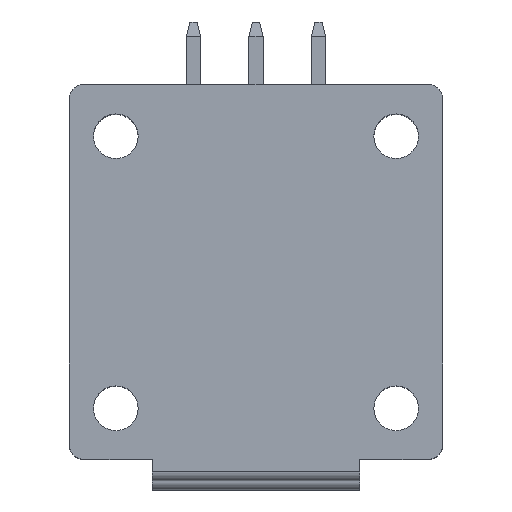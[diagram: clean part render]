
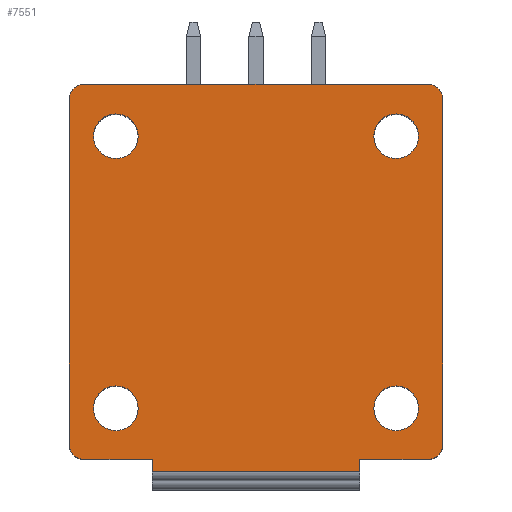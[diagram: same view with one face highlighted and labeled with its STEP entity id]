
A CAD part, top view. The second image highlights one B-rep face of the part: STEP entity #7551.
In plain terms, the highlighted planar face has unit normal (0, 0, 1).
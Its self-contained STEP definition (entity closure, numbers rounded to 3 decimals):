
#169=CARTESIAN_POINT('',(-13.8,-6.74,9.2));
#170=DIRECTION('',(0.,0.,-1.));
#171=DIRECTION('',(-1.,0.,0.));
#172=AXIS2_PLACEMENT_3D('',#169,#170,#171);
#174=CARTESIAN_POINT('',(-13.8,-6.74,9.2));
#175=DIRECTION('',(0.,0.,-1.));
#176=DIRECTION('',(1.,0.,0.));
#177=AXIS2_PLACEMENT_3D('',#174,#175,#176);
#179=CARTESIAN_POINT('',(-13.8,8.5,9.2));
#180=DIRECTION('',(0.,0.,-1.));
#181=DIRECTION('',(-1.,0.,0.));
#182=AXIS2_PLACEMENT_3D('',#179,#180,#181);
#184=CARTESIAN_POINT('',(-13.8,8.5,9.2));
#185=DIRECTION('',(0.,0.,-1.));
#186=DIRECTION('',(1.,0.,0.));
#187=AXIS2_PLACEMENT_3D('',#184,#185,#186);
#189=CARTESIAN_POINT('',(1.9,-6.74,9.2));
#190=DIRECTION('',(0.,0.,1.));
#191=DIRECTION('',(1.,0.,0.));
#192=AXIS2_PLACEMENT_3D('',#189,#190,#191);
#194=CARTESIAN_POINT('',(1.9,-6.74,9.2));
#195=DIRECTION('',(0.,0.,1.));
#196=DIRECTION('',(-1.,0.,0.));
#197=AXIS2_PLACEMENT_3D('',#194,#195,#196);
#199=CARTESIAN_POINT('',(1.9,8.5,9.2));
#200=DIRECTION('',(0.,0.,1.));
#201=DIRECTION('',(1.,0.,0.));
#202=AXIS2_PLACEMENT_3D('',#199,#200,#201);
#204=CARTESIAN_POINT('',(1.9,8.5,9.2));
#205=DIRECTION('',(0.,0.,1.));
#206=DIRECTION('',(-1.,0.,0.));
#207=AXIS2_PLACEMENT_3D('',#204,#205,#206);
#209=DIRECTION('',(0.,-1.,0.));
#210=VECTOR('',#209,0.7);
#211=CARTESIAN_POINT('',(-11.75,-9.6,9.2));
#212=LINE('',#211,#210);
#213=DIRECTION('',(1.,0.,0.));
#214=VECTOR('',#213,3.85);
#215=CARTESIAN_POINT('',(-15.6,-9.6,9.2));
#216=LINE('',#215,#214);
#217=CARTESIAN_POINT('',(-15.6,-8.8,9.2));
#218=DIRECTION('',(0.,0.,1.));
#219=DIRECTION('',(-1.,0.,0.));
#220=AXIS2_PLACEMENT_3D('',#217,#218,#219);
#222=CARTESIAN_POINT('',(-15.6,10.6,9.2));
#223=DIRECTION('',(0.,0.,1.));
#224=DIRECTION('',(0.,1.,0.));
#225=AXIS2_PLACEMENT_3D('',#222,#223,#224);
#227=CARTESIAN_POINT('',(3.7,10.6,9.2));
#228=DIRECTION('',(0.,0.,-1.));
#229=DIRECTION('',(0.,1.,0.));
#230=AXIS2_PLACEMENT_3D('',#227,#228,#229);
#232=CARTESIAN_POINT('',(3.7,-8.8,9.2));
#233=DIRECTION('',(0.,0.,-1.));
#234=DIRECTION('',(1.,0.,0.));
#235=AXIS2_PLACEMENT_3D('',#232,#233,#234);
#237=DIRECTION('',(-1.,0.,0.));
#238=VECTOR('',#237,3.85);
#239=CARTESIAN_POINT('',(3.7,-9.6,9.2));
#240=LINE('',#239,#238);
#241=DIRECTION('',(0.,-1.,0.));
#242=VECTOR('',#241,0.7);
#243=CARTESIAN_POINT('',(-0.15,-9.6,9.2));
#244=LINE('',#243,#242);
#2666=DIRECTION('',(0.,-1.,0.));
#2667=VECTOR('',#2666,19.4);
#2668=CARTESIAN_POINT('',(-16.4,10.6,9.2));
#2669=LINE('',#2668,#2667);
#2770=DIRECTION('',(-1.,0.,0.));
#2771=VECTOR('',#2770,19.3);
#2772=CARTESIAN_POINT('',(3.7,11.4,9.2));
#2773=LINE('',#2772,#2771);
#3166=DIRECTION('',(0.,1.,0.));
#3167=VECTOR('',#3166,19.4);
#3168=CARTESIAN_POINT('',(4.5,-8.8,9.2));
#3169=LINE('',#3168,#3167);
#3241=DIRECTION('',(-1.,0.,0.));
#3242=VECTOR('',#3241,11.6);
#3243=CARTESIAN_POINT('',(-0.15,-10.3,9.2));
#3244=LINE('',#3243,#3242);
#7056=CARTESIAN_POINT('',(-0.15,-10.3,9.2));
#7058=VERTEX_POINT('',#7056);
#7066=CARTESIAN_POINT('',(-11.75,-10.3,9.2));
#7068=VERTEX_POINT('',#7066);
#7228=CARTESIAN_POINT('',(3.15,8.5,9.2));
#7229=CARTESIAN_POINT('',(0.65,8.5,9.2));
#7230=VERTEX_POINT('',#7228);
#7231=VERTEX_POINT('',#7229);
#7232=CARTESIAN_POINT('',(3.15,-6.74,9.2));
#7233=CARTESIAN_POINT('',(0.65,-6.74,9.2));
#7234=VERTEX_POINT('',#7232);
#7235=VERTEX_POINT('',#7233);
#7236=CARTESIAN_POINT('',(3.7,11.4,9.2));
#7237=CARTESIAN_POINT('',(4.5,10.6,9.2));
#7238=VERTEX_POINT('',#7236);
#7239=VERTEX_POINT('',#7237);
#7240=CARTESIAN_POINT('',(4.5,-8.8,9.2));
#7241=CARTESIAN_POINT('',(3.7,-9.6,9.2));
#7242=VERTEX_POINT('',#7240);
#7243=VERTEX_POINT('',#7241);
#7244=CARTESIAN_POINT('',(-0.15,-9.6,9.2));
#7245=VERTEX_POINT('',#7244);
#7278=CARTESIAN_POINT('',(-15.05,8.5,9.2));
#7279=CARTESIAN_POINT('',(-12.55,8.5,9.2));
#7280=VERTEX_POINT('',#7278);
#7281=VERTEX_POINT('',#7279);
#7282=CARTESIAN_POINT('',(-15.05,-6.74,9.2));
#7283=CARTESIAN_POINT('',(-12.55,-6.74,9.2));
#7284=VERTEX_POINT('',#7282);
#7285=VERTEX_POINT('',#7283);
#7286=CARTESIAN_POINT('',(-15.6,11.4,9.2));
#7287=CARTESIAN_POINT('',(-16.4,10.6,9.2));
#7288=VERTEX_POINT('',#7286);
#7289=VERTEX_POINT('',#7287);
#7290=CARTESIAN_POINT('',(-16.4,-8.8,9.2));
#7291=CARTESIAN_POINT('',(-15.6,-9.6,9.2));
#7292=VERTEX_POINT('',#7290);
#7293=VERTEX_POINT('',#7291);
#7294=CARTESIAN_POINT('',(-11.75,-9.6,9.2));
#7295=VERTEX_POINT('',#7294);
#7498=CARTESIAN_POINT('',(0.,11.4,9.2));
#7499=DIRECTION('',(0.,0.,1.));
#7500=DIRECTION('',(0.,-1.,0.));
#7501=AXIS2_PLACEMENT_3D('',#7498,#7499,#7500);
#7502=PLANE('',#7501);
#7504=ORIENTED_EDGE('',*,*,#7503,.F.);
#7506=ORIENTED_EDGE('',*,*,#7505,.F.);
#7508=ORIENTED_EDGE('',*,*,#7507,.F.);
#7510=ORIENTED_EDGE('',*,*,#7509,.F.);
#7512=ORIENTED_EDGE('',*,*,#7511,.F.);
#7514=ORIENTED_EDGE('',*,*,#7513,.F.);
#7516=ORIENTED_EDGE('',*,*,#7515,.T.);
#7518=ORIENTED_EDGE('',*,*,#7517,.F.);
#7520=ORIENTED_EDGE('',*,*,#7519,.T.);
#7522=ORIENTED_EDGE('',*,*,#7521,.T.);
#7524=ORIENTED_EDGE('',*,*,#7523,.T.);
#7526=ORIENTED_EDGE('',*,*,#7525,.T.);
#7527=EDGE_LOOP('',(#7504,#7506,#7508,#7510,#7512,#7514,#7516,#7518,#7520,#7522,
#7524,#7526));
#7528=FACE_OUTER_BOUND('',#7527,.F.);
#7529=ORIENTED_EDGE('',*,*,#7478,.F.);
#7530=ORIENTED_EDGE('',*,*,#7492,.F.);
#7531=EDGE_LOOP('',(#7529,#7530));
#7532=FACE_BOUND('',#7531,.F.);
#7534=ORIENTED_EDGE('',*,*,#7533,.T.);
#7536=ORIENTED_EDGE('',*,*,#7535,.T.);
#7537=EDGE_LOOP('',(#7534,#7536));
#7538=FACE_BOUND('',#7537,.F.);
#7540=ORIENTED_EDGE('',*,*,#7539,.T.);
#7542=ORIENTED_EDGE('',*,*,#7541,.T.);
#7543=EDGE_LOOP('',(#7540,#7542));
#7544=FACE_BOUND('',#7543,.F.);
#7546=ORIENTED_EDGE('',*,*,#7545,.F.);
#7548=ORIENTED_EDGE('',*,*,#7547,.F.);
#7549=EDGE_LOOP('',(#7546,#7548));
#7550=FACE_BOUND('',#7549,.F.);
#7551=ADVANCED_FACE('',(#7528,#7532,#7538,#7544,#7550),#7502,.T.);
#173=CIRCLE('',#172,1.25);
#178=CIRCLE('',#177,1.25);
#183=CIRCLE('',#182,1.25);
#188=CIRCLE('',#187,1.25);
#193=CIRCLE('',#192,1.25);
#198=CIRCLE('',#197,1.25);
#203=CIRCLE('',#202,1.25);
#208=CIRCLE('',#207,1.25);
#221=CIRCLE('',#220,0.8);
#226=CIRCLE('',#225,0.8);
#231=CIRCLE('',#230,0.8);
#236=CIRCLE('',#235,0.8);
#7478=EDGE_CURVE('',#7280,#7281,#183,.T.);
#7492=EDGE_CURVE('',#7281,#7280,#188,.T.);
#7503=EDGE_CURVE('',#7295,#7068,#212,.T.);
#7505=EDGE_CURVE('',#7293,#7295,#216,.T.);
#7507=EDGE_CURVE('',#7292,#7293,#221,.T.);
#7509=EDGE_CURVE('',#7289,#7292,#2669,.T.);
#7511=EDGE_CURVE('',#7288,#7289,#226,.T.);
#7513=EDGE_CURVE('',#7238,#7288,#2773,.T.);
#7515=EDGE_CURVE('',#7238,#7239,#231,.T.);
#7517=EDGE_CURVE('',#7242,#7239,#3169,.T.);
#7519=EDGE_CURVE('',#7242,#7243,#236,.T.);
#7521=EDGE_CURVE('',#7243,#7245,#240,.T.);
#7523=EDGE_CURVE('',#7245,#7058,#244,.T.);
#7525=EDGE_CURVE('',#7058,#7068,#3244,.T.);
#7533=EDGE_CURVE('',#7234,#7235,#193,.T.);
#7535=EDGE_CURVE('',#7235,#7234,#198,.T.);
#7539=EDGE_CURVE('',#7230,#7231,#203,.T.);
#7541=EDGE_CURVE('',#7231,#7230,#208,.T.);
#7545=EDGE_CURVE('',#7284,#7285,#173,.T.);
#7547=EDGE_CURVE('',#7285,#7284,#178,.T.);
